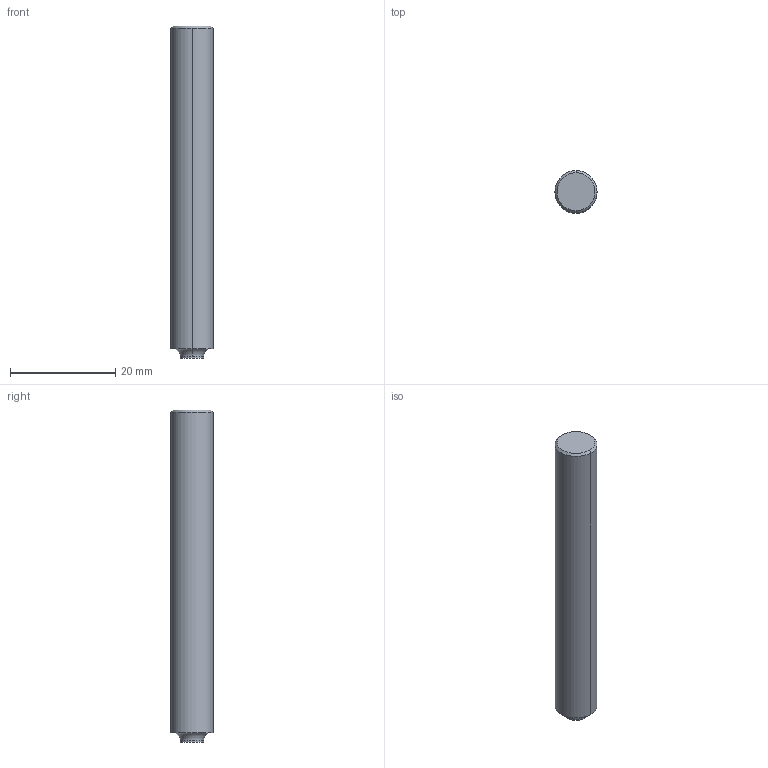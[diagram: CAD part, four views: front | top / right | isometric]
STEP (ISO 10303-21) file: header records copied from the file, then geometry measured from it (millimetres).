
FILE_DESCRIPTION(('no description'),'unknown implementation level');
FILE_NAME('solid92canXuuF8NCnwV_q97hdEIx1S8_1.STP',' ',('CIMSOURCE GmbH'),('CADClick - KiM GmbH - www.kimweb.de'),'unknown preprocess','ACIS','unknown authorization');
FILE_SCHEMA(('automotive_design'));
Length unit declared in the file: millimetre
Products named in the file (2): 1; 2
Bounding box: 8 x 8 x 63 mm (x, y, z)
Volume: 3110.8 mm3; surface area: 1791.5 mm2
Topology: 2 solids, 2 shells, 23 faces, 47 edges, 29 vertices
Faces by surface type: cylinder 10, cone 6, plane 5, torus 2
Entity records: 1249 total; most frequent: DIRECTION 136, CARTESIAN_POINT 105, STYLED_ITEM 101, PRESENTATION_STYLE_ASSIGNMENT 101, COLOUR_RGB 101, ORIENTED_EDGE 94, AXIS2_PLACEMENT_3D 60, EDGE_CURVE 47
